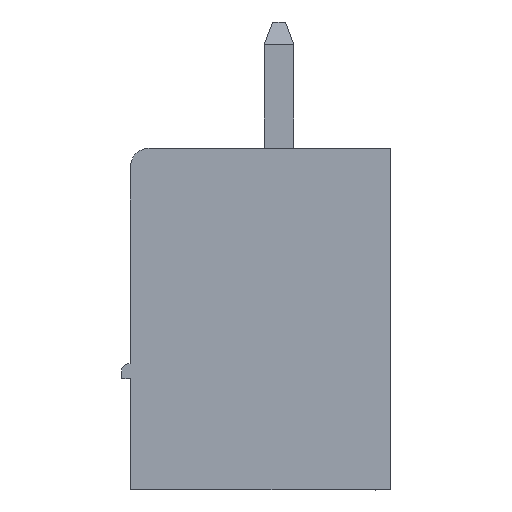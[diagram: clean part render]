
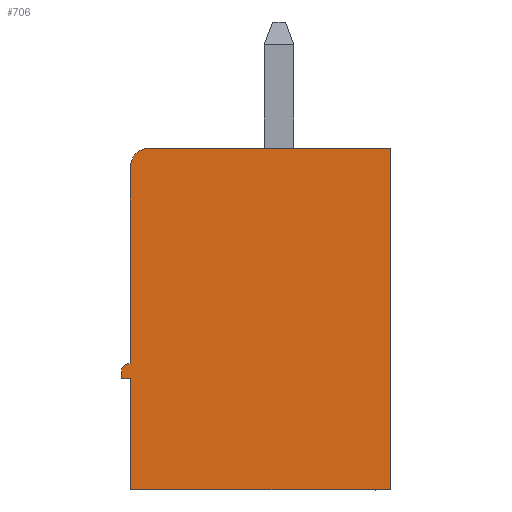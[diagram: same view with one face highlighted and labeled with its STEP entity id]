
A CAD part, left-side view. The second image highlights one B-rep face of the part: STEP entity #706.
In plain terms, the highlighted planar face has unit normal (-1, 0, 0).
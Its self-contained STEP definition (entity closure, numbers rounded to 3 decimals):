
#175=CIRCLE('',#10901,0.2);
#176=CIRCLE('',#10902,0.5);
#706=ADVANCED_FACE('',(#1725),#1216,.T.);
#1216=PLANE('',#10903);
#1725=FACE_OUTER_BOUND('',#2256,.T.);
#2256=EDGE_LOOP('',(#4633,#4634,#4635,#4636,#4637,#4638,#4639,#4640,#4641,
#4642));
#4633=ORIENTED_EDGE('',*,*,#7491,.F.);
#4634=ORIENTED_EDGE('',*,*,#7492,.F.);
#4635=ORIENTED_EDGE('',*,*,#7493,.F.);
#4636=ORIENTED_EDGE('',*,*,#7494,.F.);
#4637=ORIENTED_EDGE('',*,*,#7495,.F.);
#4638=ORIENTED_EDGE('',*,*,#7496,.F.);
#4639=ORIENTED_EDGE('',*,*,#7497,.F.);
#4640=ORIENTED_EDGE('',*,*,#7498,.F.);
#4641=ORIENTED_EDGE('',*,*,#7499,.F.);
#4642=ORIENTED_EDGE('',*,*,#7500,.F.);
#6091=VERTEX_POINT('',#16198);
#6092=VERTEX_POINT('',#16199);
#6093=VERTEX_POINT('',#16201);
#6094=VERTEX_POINT('',#16203);
#6095=VERTEX_POINT('',#16205);
#6096=VERTEX_POINT('',#16207);
#6097=VERTEX_POINT('',#16209);
#6098=VERTEX_POINT('',#16211);
#6099=VERTEX_POINT('',#16213);
#6100=VERTEX_POINT('',#16215);
#7491=EDGE_CURVE('',#6091,#6092,#8893,.T.);
#7492=EDGE_CURVE('',#6093,#6091,#8894,.T.);
#7493=EDGE_CURVE('',#6094,#6093,#175,.T.);
#7494=EDGE_CURVE('',#6095,#6094,#8895,.T.);
#7495=EDGE_CURVE('',#6096,#6095,#8896,.T.);
#7496=EDGE_CURVE('',#6097,#6096,#8897,.T.);
#7497=EDGE_CURVE('',#6098,#6097,#8898,.T.);
#7498=EDGE_CURVE('',#6099,#6098,#8899,.T.);
#7499=EDGE_CURVE('',#6100,#6099,#8900,.T.);
#7500=EDGE_CURVE('',#6092,#6100,#176,.T.);
#8893=LINE('',#16197,#10277);
#8894=LINE('',#16200,#10278);
#8895=LINE('',#16204,#10279);
#8896=LINE('',#16206,#10280);
#8897=LINE('',#16208,#10281);
#8898=LINE('',#16210,#10282);
#8899=LINE('',#16212,#10283);
#8900=LINE('',#16214,#10284);
#10277=VECTOR('',#13259,1.);
#10278=VECTOR('',#13260,1.);
#10279=VECTOR('',#13263,1.);
#10280=VECTOR('',#13264,1.);
#10281=VECTOR('',#13265,1.);
#10282=VECTOR('',#13266,1.);
#10283=VECTOR('',#13267,1.);
#10284=VECTOR('',#13268,1.);
#10901=AXIS2_PLACEMENT_3D('',#16202,#13261,#13262);
#10902=AXIS2_PLACEMENT_3D('',#16216,#13269,#13270);
#10903=AXIS2_PLACEMENT_3D('',#16217,#13271,#13272);
#13259=DIRECTION('',(0.,0.,1.));
#13260=DIRECTION('',(0.,-1.,0.));
#13261=DIRECTION('',(1.,0.,0.));
#13262=DIRECTION('',(0.,1.,0.));
#13263=DIRECTION('',(0.,0.,1.));
#13264=DIRECTION('',(0.,1.,0.));
#13265=DIRECTION('',(0.,0.,1.));
#13266=DIRECTION('',(0.,1.,0.));
#13267=DIRECTION('',(0.,0.,-1.));
#13268=DIRECTION('',(0.,-1.,0.));
#13269=DIRECTION('',(1.,0.,0.));
#13270=DIRECTION('',(0.,1.,0.));
#13271=DIRECTION('',(-1.,0.,0.));
#13272=DIRECTION('',(0.,0.,1.));
#16197=CARTESIAN_POINT('',(6.17,7.05,120.2));
#16198=CARTESIAN_POINT('',(6.17,7.05,120.2));
#16199=CARTESIAN_POINT('',(6.17,7.05,125.5));
#16200=CARTESIAN_POINT('',(6.17,7.09,120.2));
#16201=CARTESIAN_POINT('',(6.17,7.09,120.2));
#16202=CARTESIAN_POINT('',(6.17,7.09,120.));
#16203=CARTESIAN_POINT('',(6.17,7.29,120.));
#16204=CARTESIAN_POINT('',(6.17,7.29,119.8));
#16205=CARTESIAN_POINT('',(6.17,7.29,119.8));
#16206=CARTESIAN_POINT('',(6.17,7.05,119.8));
#16207=CARTESIAN_POINT('',(6.17,7.05,119.8));
#16208=CARTESIAN_POINT('',(6.17,7.05,116.8));
#16209=CARTESIAN_POINT('',(6.17,7.05,116.8));
#16210=CARTESIAN_POINT('',(6.17,0.05,116.8));
#16211=CARTESIAN_POINT('',(6.17,0.05,116.8));
#16212=CARTESIAN_POINT('',(6.17,0.05,126.));
#16213=CARTESIAN_POINT('',(6.17,0.05,126.));
#16214=CARTESIAN_POINT('',(6.17,6.55,126.));
#16215=CARTESIAN_POINT('',(6.17,6.55,126.));
#16216=CARTESIAN_POINT('',(6.17,6.55,125.5));
#16217=CARTESIAN_POINT('',(6.17,3.55,116.8));
